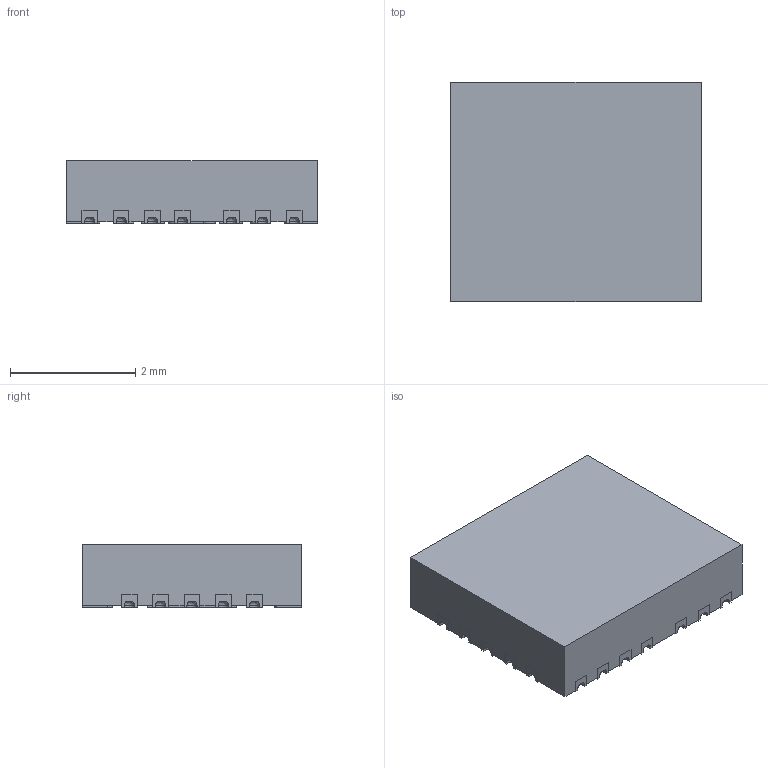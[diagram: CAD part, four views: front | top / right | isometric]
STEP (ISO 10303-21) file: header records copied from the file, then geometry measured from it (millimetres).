
FILE_DESCRIPTION((''),'2;1');
FILE_NAME('RPM0026B_ASM','2020-11-17T09:23:34',('a0412086'),(''),'CREO PARAMETRIC BY PTC INC, 2018500','CREO PARAMETRIC BY PTC INC, 2018500','');
FILE_SCHEMA(('CONFIG_CONTROL_DESIGN','SHAPE_APPEARANCE_LAYERS_GROUPS'));
Length unit declared in the file: millimetre
Products named in the file (3): FRAME; MOLD; RPM0026B_ASM
Assembly tree (2 placements, depth 2):
  RPM0026B_ASM
    FRAME
    MOLD
Bounding box: 4 x 3.5 x 1 mm (x, y, z)
Volume: 13.7 mm3; surface area: 64.1 mm2
Topology: 27 solids, 27 shells, 432 faces, 1079 edges, 704 vertices
Faces by surface type: plane 302, cylinder 107, bspline 23
Entity records: 16962 total; most frequent: CARTESIAN_POINT 2841, ORIENTED_EDGE 2158, DIRECTION 2144, PRESENTATION_STYLE_ASSIGNMENT 1129, STYLED_ITEM 1106, CURVE_STYLE 1079, EDGE_CURVE 1079, VECTOR 842
